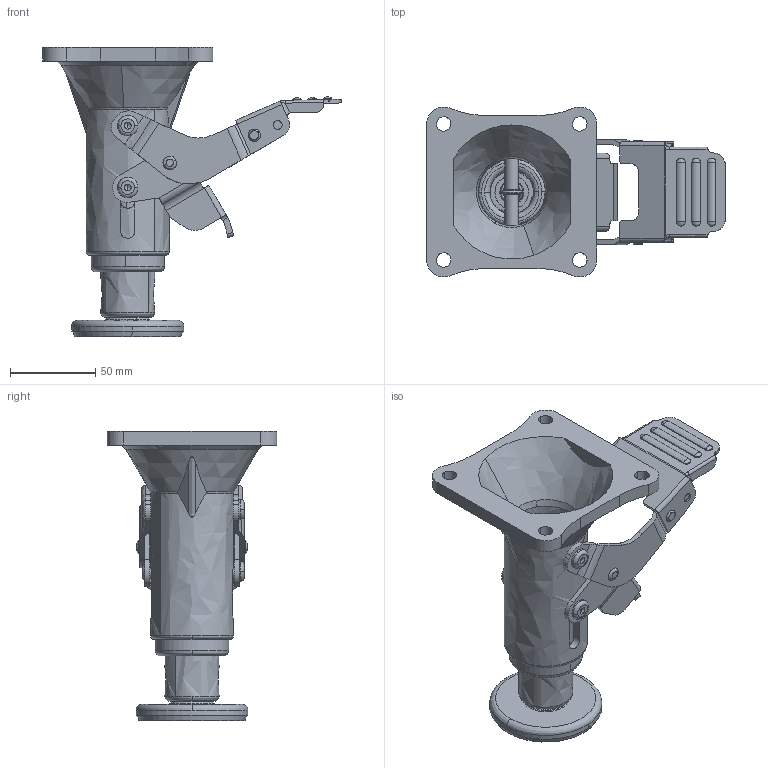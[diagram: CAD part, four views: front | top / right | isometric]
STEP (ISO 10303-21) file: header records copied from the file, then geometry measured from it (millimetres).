
FILE_DESCRIPTION((''),'2;1');
FILE_NAME('','2013-02-25T10:25:35',(''),(''),'','CADfix','');
FILE_SCHEMA(('AUTOMOTIVE_DESIGN { 1 0 10303 214 1 1 1 1 }'));
Length unit declared in the file: millimetre
Bounding box: 175.56 x 99.93 x 170 mm (x, y, z)
Volume: 120407.5 mm3; surface area: 128380.2 mm2
Topology: 4 solids, 19 shells, 401 faces, 1392 edges, 1028 vertices
Faces by surface type: bspline 401
Entity records: 29760 total; most frequent: CARTESIAN_POINT 22264, ORIENTED_EDGE 2556, EDGE_CURVE 1384, VERTEX_POINT 1028, QUASI_UNIFORM_CURVE 477, EDGE_LOOP 468, FACE_OUTER_BOUND 401, ADVANCED_FACE 401
